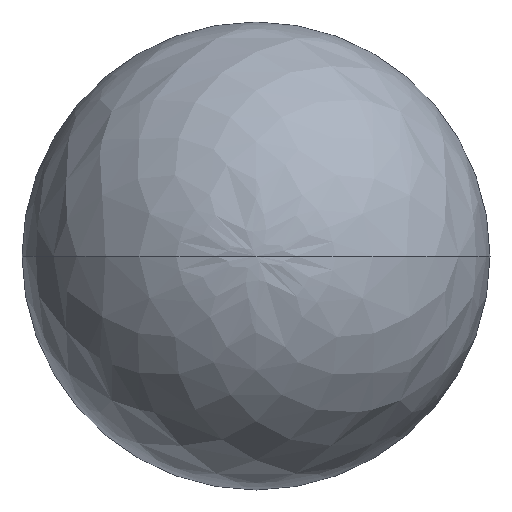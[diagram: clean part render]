
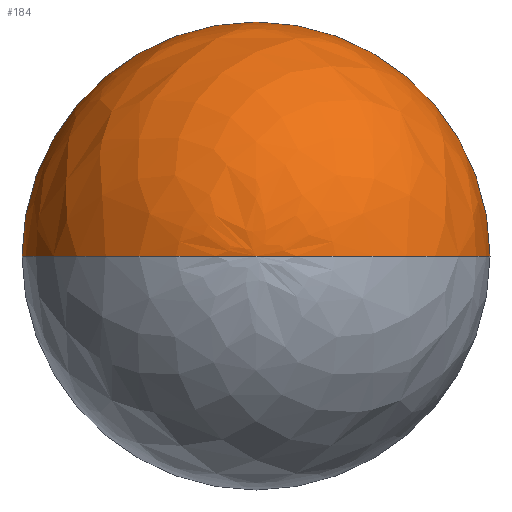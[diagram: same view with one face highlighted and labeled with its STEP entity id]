
A CAD part, left-side view. The second image highlights one B-rep face of the part: STEP entity #184.
In plain terms, the highlighted free-form (B-spline) face has degree [3, 3] with [4, 7] control points.
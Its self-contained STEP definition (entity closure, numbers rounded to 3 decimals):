
#18=CARTESIAN_POINT('#18',(-30.,10.,0.0));
#19=VERTEX_POINT('#19',#18);
#20=CARTESIAN_POINT('#20',(-30.,-10.,0.0));
#21=VERTEX_POINT('#21',#20);
#24=CARTESIAN_POINT('#24',(-40.,0.0,0.0));
#25=VERTEX_POINT('#25',#24);
#40=CARTESIAN_POINT('#40',(-30.,0.0,0.0));
#41=DIRECTION('#41',(1.0,0.0,0.0));
#42=DIRECTION('#42',(0.0,0.0,-1.));
#43=AXIS2_PLACEMENT_3D('#43',#40,#41,#42);
#44=CIRCLE('#44',#43,10.);
#54=CARTESIAN_POINT('#54',(-30.,0.0,0.0));
#55=DIRECTION('#55',(0.0,0.0,1.0));
#56=DIRECTION('#56',(1.0,0.0,0.0));
#57=AXIS2_PLACEMENT_3D('#57',#54,#55,#56);
#58=CIRCLE('#58',#57,10.);
#59=CARTESIAN_POINT('#59',(-30.,0.0,0.0));
#60=DIRECTION('#60',(0.0,0.0,-1.));
#61=DIRECTION('#61',(-1.,0.0,0.0));
#62=AXIS2_PLACEMENT_3D('#62',#59,#60,#61);
#63=CIRCLE('#63',#62,10.);
#113=EDGE_CURVE('#113',#19,#21,#44,.T.);
#116=EDGE_CURVE('#116',#19,#25,#58,.T.);
#117=EDGE_CURVE('#117',#21,#25,#63,.T.);
#150=ORIENTED_EDGE('#150',*,*,#116,.T.);
#151=ORIENTED_EDGE('#151',*,*,#117,.F.);
#152=ORIENTED_EDGE('#152',*,*,#113,.F.);
#153=EDGE_LOOP('#153',(#150,#151,#152));
#154=FACE_BOUND('#154',#153,.T.);
#155=CARTESIAN_POINT('#155',(-30.,10.,0.0));
#156=CARTESIAN_POINT('#156',(-30.,10.,5.859));
#157=CARTESIAN_POINT('#157',(-30.,5.856,10.));
#158=CARTESIAN_POINT('#158',(-30.,0.0,10.));
#159=CARTESIAN_POINT('#159',(-30.,-5.856,10.));
#160=CARTESIAN_POINT('#160',(-30.,-10.,5.859));
#161=CARTESIAN_POINT('#161',(-30.,-10.,0.0));
#162=CARTESIAN_POINT('#162',(-35.859,10.,0.0));
#163=CARTESIAN_POINT('#163',(-35.859,10.,5.859));
#164=CARTESIAN_POINT('#164',(-35.859,5.856,10.));
#165=CARTESIAN_POINT('#165',(-35.859,0.0,10.));
#166=CARTESIAN_POINT('#166',(-35.859,-5.856,10.));
#167=CARTESIAN_POINT('#167',(-35.859,-10.,5.859));
#168=CARTESIAN_POINT('#168',(-35.859,-10.,0.0));
#169=CARTESIAN_POINT('#169',(-40.,5.857,0.0));
#170=CARTESIAN_POINT('#170',(-40.,5.857,3.432));
#171=CARTESIAN_POINT('#171',(-40.,3.43,5.857));
#172=CARTESIAN_POINT('#172',(-40.,0.0,5.857));
#173=CARTESIAN_POINT('#173',(-40.,-3.43,5.857));
#174=CARTESIAN_POINT('#174',(-40.,-5.857,3.432));
#175=CARTESIAN_POINT('#175',(-40.,-5.857,0.0));
#176=CARTESIAN_POINT('#176',(-40.,0.0,0.0));
#177=CARTESIAN_POINT('#177',(-40.,0.0,0.0));
#178=CARTESIAN_POINT('#178',(-40.,0.0,0.0));
#179=CARTESIAN_POINT('#179',(-40.,0.0,0.0));
#180=CARTESIAN_POINT('#180',(-40.,0.0,0.0));
#181=CARTESIAN_POINT('#181',(-40.,0.0,0.0));
#182=CARTESIAN_POINT('#182',(-40.,0.0,0.0));
#183=(BOUNDED_SURFACE()B_SPLINE_SURFACE(3,3,((#155,#156,#157,#158,#159,#160,#161
),(#162,#163,#164,#165,#166,#167,#168),(#169,#170,#171,#172,#173,#174,#175),(
#176,#177,#178,#179,#180,#181,#182)),.UNSPECIFIED.,.F.,.F.,.F.)
B_SPLINE_SURFACE_WITH_KNOTS((4,4),(4,3,4),(0.001,1.0),(0.001,
0.5,0.999),.UNSPECIFIED.)GEOMETRIC_REPRESENTATION_ITEM()
RATIONAL_B_SPLINE_SURFACE(((0.998,0.803,0.804,
0.999,0.804,0.803,0.998),(0.803,
0.647,0.647,0.804,0.647,0.647,
0.803),(0.804,0.647,0.647,0.805,
0.647,0.647,0.804),(0.999,0.804,
0.804,1.0,0.804,0.804,0.999)))
REPRESENTATION_ITEM('#183')SURFACE());
#184=ADVANCED_FACE('#184',(#154),#183,.T.);
